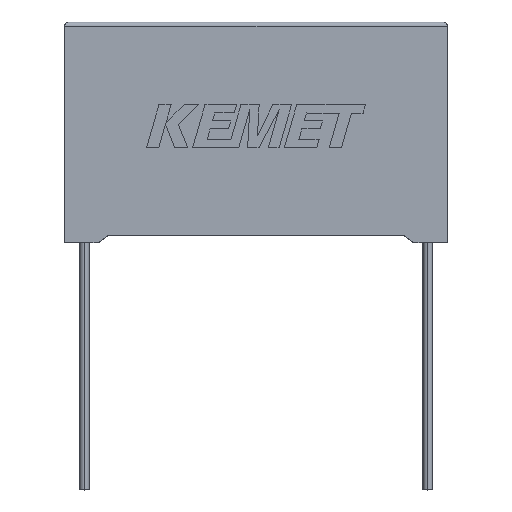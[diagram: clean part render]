
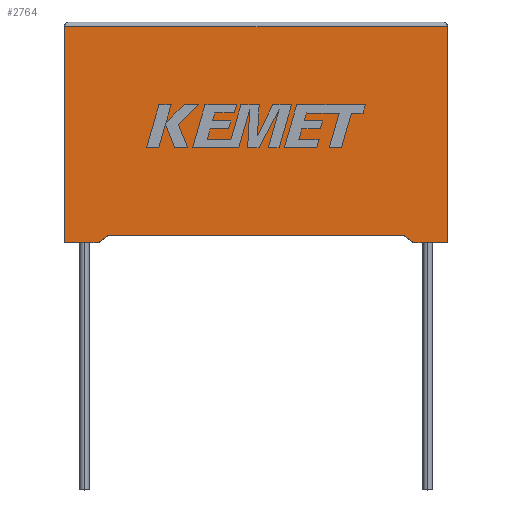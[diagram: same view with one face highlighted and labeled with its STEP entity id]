
A CAD part, top view. The second image highlights one B-rep face of the part: STEP entity #2764.
In plain terms, the highlighted planar face has unit normal (0, 0, 1).
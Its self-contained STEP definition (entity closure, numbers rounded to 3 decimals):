
#27 = LINE ( 'NONE', #2331, #2733 ) ;
#32 = EDGE_CURVE ( 'NONE', #3032, #1640, #1534, .T. ) ;
#65 = DIRECTION ( 'NONE',  ( 0., 0., -1. ) ) ;
#183 = LINE ( 'NONE', #238, #2810 ) ;
#190 = ORIENTED_EDGE ( 'NONE', *, *, #1351, .T. ) ;
#238 = CARTESIAN_POINT ( 'NONE',  ( 0., 0., 13.3 ) ) ;
#243 = VECTOR ( 'NONE', #3051, 1000. ) ;
#252 = VERTEX_POINT ( 'NONE', #1320 ) ;
#323 = PLANE ( 'NONE',  #1983 ) ;
#377 = ORIENTED_EDGE ( 'NONE', *, *, #1211, .T. ) ;
#393 = LINE ( 'NONE', #1730, #2619 ) ;
#409 = CARTESIAN_POINT ( 'NONE',  ( 0., 23.6, 13.3 ) ) ;
#436 = LINE ( 'NONE', #2094, #243 ) ;
#445 = VERTEX_POINT ( 'NONE', #565 ) ;
#446 = CARTESIAN_POINT ( 'NONE',  ( 41.8, 0., 13.3 ) ) ;
#477 = DIRECTION ( 'NONE',  ( -0.813, -0.582, 0. ) ) ;
#565 = CARTESIAN_POINT ( 'NONE',  ( 0., 0., 13.3 ) ) ;
#583 = VERTEX_POINT ( 'NONE', #1042 ) ;
#589 = CARTESIAN_POINT ( 'NONE',  ( 0., 23.6, 13.3 ) ) ;
#619 = VECTOR ( 'NONE', #477, 1000. ) ;
#698 = VECTOR ( 'NONE', #1518, 1000. ) ;
#797 = LINE ( 'NONE', #2737, #698 ) ;
#905 = DIRECTION ( 'NONE',  ( 1., 0., 0. ) ) ;
#1042 = CARTESIAN_POINT ( 'NONE',  ( 4.811, 0.831, 13.3 ) ) ;
#1054 = ORIENTED_EDGE ( 'NONE', *, *, #1773, .F. ) ;
#1082 = ORIENTED_EDGE ( 'NONE', *, *, #2925, .F. ) ;
#1168 = VECTOR ( 'NONE', #905, 1000. ) ;
#1211 = EDGE_CURVE ( 'NONE', #445, #2095, #2142, .T. ) ;
#1320 = CARTESIAN_POINT ( 'NONE',  ( 36.989, 0.831, 13.3 ) ) ;
#1334 = EDGE_CURVE ( 'NONE', #1640, #445, #183, .T. ) ;
#1351 = EDGE_CURVE ( 'NONE', #2576, #3022, #436, .T. ) ;
#1415 = ORIENTED_EDGE ( 'NONE', *, *, #2672, .T. ) ;
#1518 = DIRECTION ( 'NONE',  ( 0., 1., 0. ) ) ;
#1534 = LINE ( 'NONE', #409, #2267 ) ;
#1589 = DIRECTION ( 'NONE',  ( -1., 0., 0. ) ) ;
#1610 = CARTESIAN_POINT ( 'NONE',  ( 3.65, 0., 13.3 ) ) ;
#1640 = VERTEX_POINT ( 'NONE', #589 ) ;
#1660 = CARTESIAN_POINT ( 'NONE',  ( 0., 0., 13.3 ) ) ;
#1671 = EDGE_CURVE ( 'NONE', #3022, #3032, #797, .T. ) ;
#1730 = CARTESIAN_POINT ( 'NONE',  ( 20.9, 0.831, 13.3 ) ) ;
#1773 = EDGE_CURVE ( 'NONE', #252, #583, #393, .T. ) ;
#1842 = DIRECTION ( 'NONE',  ( 0., -1., 0. ) ) ;
#1878 = DIRECTION ( 'NONE',  ( 0.813, -0.582, 0. ) ) ;
#1904 = CARTESIAN_POINT ( 'NONE',  ( 0., 0., 13.3 ) ) ;
#1928 = ORIENTED_EDGE ( 'NONE', *, *, #1671, .T. ) ;
#1983 = AXIS2_PLACEMENT_3D ( 'NONE', #1904, #65, #2851 ) ;
#2094 = CARTESIAN_POINT ( 'NONE',  ( 0., 0., 13.3 ) ) ;
#2095 = VERTEX_POINT ( 'NONE', #2753 ) ;
#2142 = LINE ( 'NONE', #1660, #1168 ) ;
#2194 = DIRECTION ( 'NONE',  ( -1., 0., 0. ) ) ;
#2267 = VECTOR ( 'NONE', #1589, 1000. ) ;
#2331 = CARTESIAN_POINT ( 'NONE',  ( 38.15, 0., 13.3 ) ) ;
#2466 = ORIENTED_EDGE ( 'NONE', *, *, #1334, .T. ) ;
#2499 = CARTESIAN_POINT ( 'NONE',  ( 38.15, 0., 13.3 ) ) ;
#2520 = EDGE_LOOP ( 'NONE', ( #1928, #2762, #2466, #377, #1082, #1054, #1415, #190 ) ) ;
#2576 = VERTEX_POINT ( 'NONE', #2499 ) ;
#2588 = LINE ( 'NONE', #1610, #619 ) ;
#2619 = VECTOR ( 'NONE', #2194, 1000. ) ;
#2646 = FACE_OUTER_BOUND ( 'NONE', #2520, .T. ) ;
#2672 = EDGE_CURVE ( 'NONE', #252, #2576, #27, .T. ) ;
#2733 = VECTOR ( 'NONE', #1878, 1000. ) ;
#2737 = CARTESIAN_POINT ( 'NONE',  ( 41.8, 0., 13.3 ) ) ;
#2753 = CARTESIAN_POINT ( 'NONE',  ( 3.65, 0., 13.3 ) ) ;
#2762 = ORIENTED_EDGE ( 'NONE', *, *, #32, .T. ) ;
#2764 = ADVANCED_FACE ( 'NONE', ( #2646 ), #323, .F. ) ;
#2799 = CARTESIAN_POINT ( 'NONE',  ( 41.8, 23.6, 13.3 ) ) ;
#2810 = VECTOR ( 'NONE', #1842, 1000. ) ;
#2851 = DIRECTION ( 'NONE',  ( -1., 0., 0. ) ) ;
#2925 = EDGE_CURVE ( 'NONE', #583, #2095, #2588, .T. ) ;
#3022 = VERTEX_POINT ( 'NONE', #446 ) ;
#3032 = VERTEX_POINT ( 'NONE', #2799 ) ;
#3051 = DIRECTION ( 'NONE',  ( 1., 0., 0. ) ) ;
